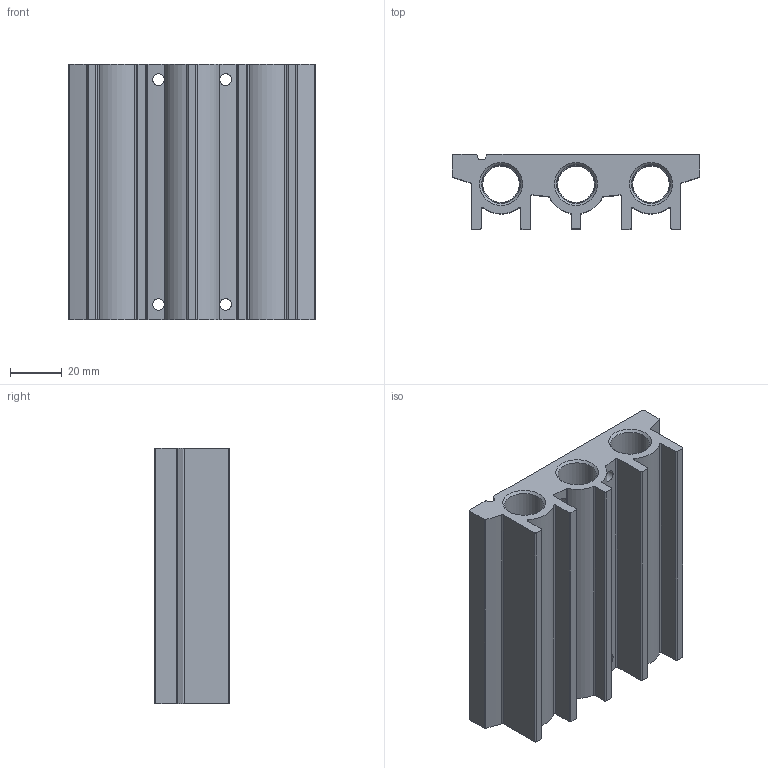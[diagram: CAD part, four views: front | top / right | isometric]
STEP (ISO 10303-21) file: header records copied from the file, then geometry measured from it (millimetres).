
FILE_DESCRIPTION(/* description */ ('STEP AP214'),/* implementation_level */ '2;1');
FILE_NAME(/* name */ '574457_VABM-L1-18S-G38-4',/* time_stamp */ '2024-09-16T02:24:22+02:00',/* author */ ('License CC BY-ND 4.0'),/* organization */ ('CADENAS'),/* preprocessor_version */ 'ST-DEVELOPER v19.3',/* originating_system */ 'PARTsolutions',/* authorisation */ ' ');
FILE_SCHEMA (('AUTOMOTIVE_DESIGN {1 0 10303 214 3 1 1}'));
Length unit declared in the file: millimetre
Products named in the file (2): 574457 VABM-L1-18S-G38-4; 574457 VABM-L1-18S-G38-4---(L1-P)
Assembly tree (1 placements, depth 2):
  574457 VABM-L1-18S-G38-4
    574457 VABM-L1-18S-G38-4---(L1-P)
Bounding box: 95.6 x 29 x 99 mm (x, y, z)
Volume: 136548.3 mm3; surface area: 50820 mm2
Topology: 1 solids, 1 shells, 201 faces, 596 edges, 391 vertices
Faces by surface type: cylinder 87, plane 78, cone 36
Full cylindrical faces by diameter (mm): 2.459 x8, 4.5 x4, 9 x12, 14.15 x3, 14.95 x6
Entity records: 6307 total; most frequent: CARTESIAN_POINT 1311, DIRECTION 1030, ORIENTED_EDGE 936, EDGE_CURVE 468, AXIS2_PLACEMENT_3D 383, VERTEX_POINT 352, FACE_BOUND 322, EDGE_LOOP 306
